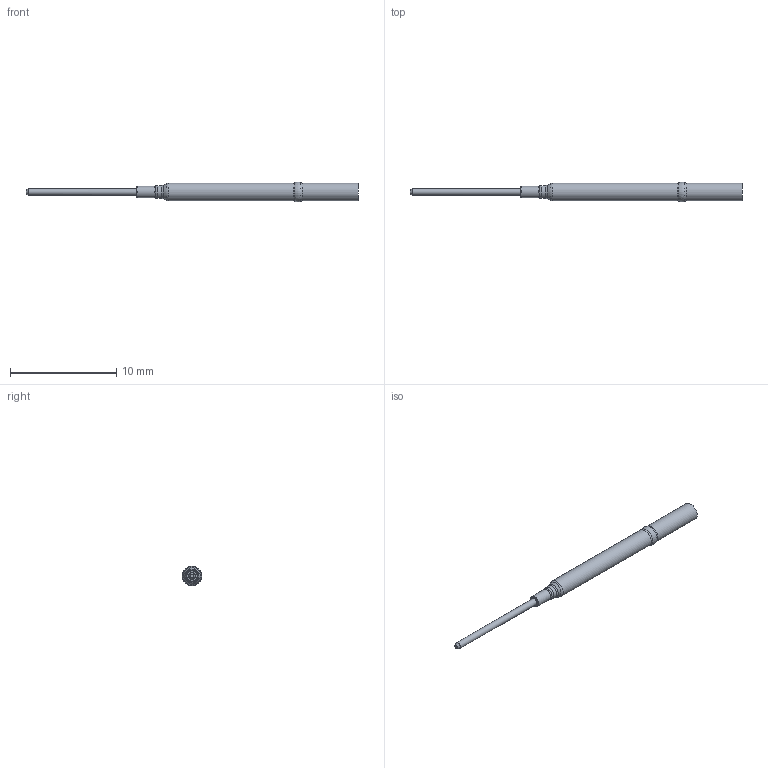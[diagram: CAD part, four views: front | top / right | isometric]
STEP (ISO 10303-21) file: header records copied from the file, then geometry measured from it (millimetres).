
FILE_DESCRIPTION (( 'STEP AP214' ), '1' );
FILE_NAME ('100-SD_160R.STEP', '2020-09-29T17:32:00', ( '' ), ( '' ), 'SwSTEP 2.0', 'SolidWorks 2019', '' );
FILE_SCHEMA (( 'AUTOMOTIVE_DESIGN' ));
Length unit declared in the file: inch
Products named in the file (1): 100-SD_160R
Bounding box: 31.19 x 1.84 x 1.85 mm (x, y, z)
Volume: 46.1 mm3; surface area: 128.9 mm2
Topology: 1 solids, 1 shells, 18 faces, 33 edges, 18 vertices
Faces by surface type: torus 8, cylinder 5, plane 3, cone 2
Full cylindrical faces by diameter (mm): 0.631 x1, 1.074 x1, 1.219 x1, 1.676 x2
Entity records: 628 total; most frequent: DIRECTION 72, CARTESIAN_POINT 53, AXIS2_PLACEMENT_3D 36, ORIENTED_EDGE 34, EDGE_LOOP 34, FACE_OUTER_BOUND 31, LENGTH_MEASURE_WITH_UNIT 21, DIMENSIONAL_EXPONENTS 21
